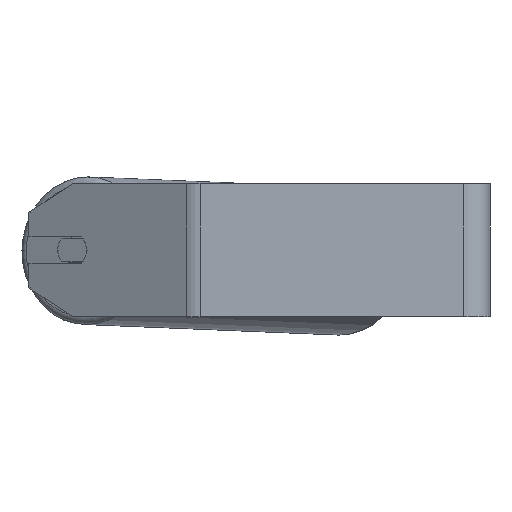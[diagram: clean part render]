
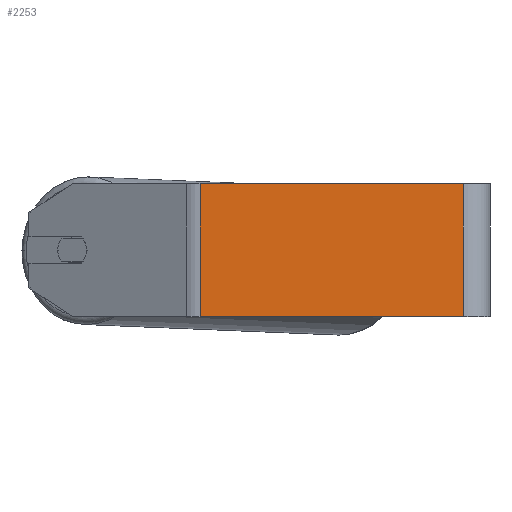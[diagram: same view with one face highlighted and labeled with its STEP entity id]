
A CAD part, left-side view. The second image highlights one B-rep face of the part: STEP entity #2253.
In plain terms, the highlighted planar face has unit normal (-1, 0, 0).
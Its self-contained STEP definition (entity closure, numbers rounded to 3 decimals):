
#158 = VERTEX_POINT ( 'NONE', #3613 ) ;
#193 = DIRECTION ( 'NONE',  ( 0., 0., -1. ) ) ;
#396 = VECTOR ( 'NONE', #3489, 1000. ) ;
#782 = EDGE_CURVE ( 'NONE', #1299, #2632, #3985, .T. ) ;
#1299 = VERTEX_POINT ( 'NONE', #3046 ) ;
#1323 = FACE_OUTER_BOUND ( 'NONE', #2095, .T. ) ;
#1340 = LINE ( 'NONE', #5155, #396 ) ;
#1396 = AXIS2_PLACEMENT_3D ( 'NONE', #5091, #1810, #193 ) ;
#1716 = VECTOR ( 'NONE', #5620, 1000. ) ;
#1810 = DIRECTION ( 'NONE',  ( 1., 0., 0. ) ) ;
#2095 = EDGE_LOOP ( 'NONE', ( #2438, #3802, #3214, #3265 ) ) ;
#2253 = ADVANCED_FACE ( 'NONE', ( #1323 ), #2466, .F. ) ;
#2438 = ORIENTED_EDGE ( 'NONE', *, *, #4141, .T. ) ;
#2466 = PLANE ( 'NONE',  #1396 ) ;
#2632 = VERTEX_POINT ( 'NONE', #4305 ) ;
#3046 = CARTESIAN_POINT ( 'NONE',  ( -350., 174.679, 40. ) ) ;
#3113 = VECTOR ( 'NONE', #5999, 1000. ) ;
#3118 = VERTEX_POINT ( 'NONE', #3915 ) ;
#3214 = ORIENTED_EDGE ( 'NONE', *, *, #782, .F. ) ;
#3254 = EDGE_CURVE ( 'NONE', #2632, #158, #4825, .T. ) ;
#3265 = ORIENTED_EDGE ( 'NONE', *, *, #6732, .T. ) ;
#3381 = LINE ( 'NONE', #6624, #3113 ) ;
#3489 = DIRECTION ( 'NONE',  ( 0., -1., 0. ) ) ;
#3613 = CARTESIAN_POINT ( 'NONE',  ( -350., 16., -40. ) ) ;
#3802 = ORIENTED_EDGE ( 'NONE', *, *, #3254, .F. ) ;
#3915 = CARTESIAN_POINT ( 'NONE',  ( -350., 174.679, -40. ) ) ;
#3985 = LINE ( 'NONE', #6629, #1716 ) ;
#4141 = EDGE_CURVE ( 'NONE', #3118, #158, #1340, .T. ) ;
#4305 = CARTESIAN_POINT ( 'NONE',  ( -350., 16., 40. ) ) ;
#4317 = DIRECTION ( 'NONE',  ( 0., 0., -1. ) ) ;
#4825 = LINE ( 'NONE', #6971, #6815 ) ;
#5091 = CARTESIAN_POINT ( 'NONE',  ( -350., 178.966, 40. ) ) ;
#5155 = CARTESIAN_POINT ( 'NONE',  ( -350., 178.966, -40. ) ) ;
#5620 = DIRECTION ( 'NONE',  ( 0., -1., 0. ) ) ;
#5999 = DIRECTION ( 'NONE',  ( 0., 0., -1. ) ) ;
#6624 = CARTESIAN_POINT ( 'NONE',  ( -350., 174.679, 40. ) ) ;
#6629 = CARTESIAN_POINT ( 'NONE',  ( -350., 178.966, 40. ) ) ;
#6732 = EDGE_CURVE ( 'NONE', #1299, #3118, #3381, .T. ) ;
#6815 = VECTOR ( 'NONE', #4317, 1000. ) ;
#6971 = CARTESIAN_POINT ( 'NONE',  ( -350., 16., 40. ) ) ;
